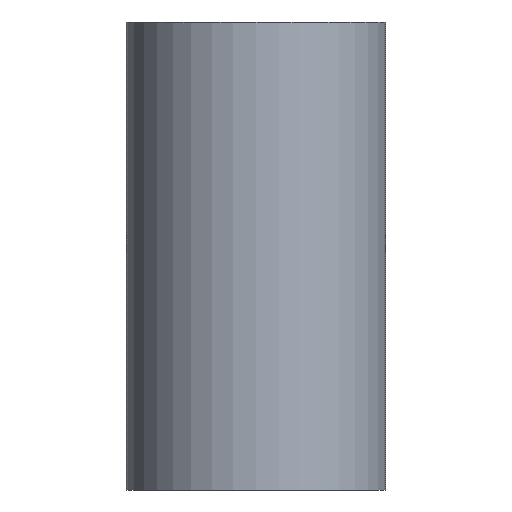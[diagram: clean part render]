
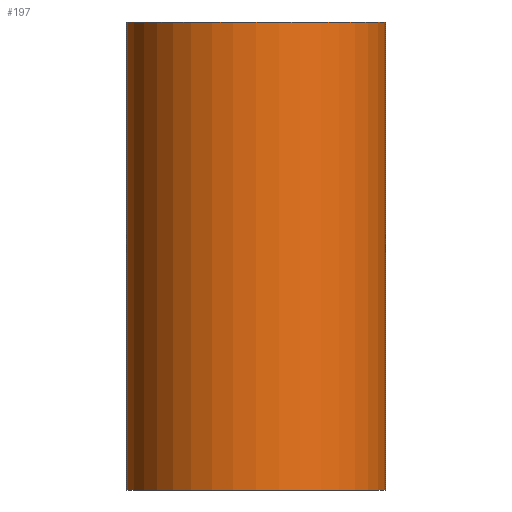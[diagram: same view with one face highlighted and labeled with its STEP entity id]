
A CAD part, front view. The second image highlights one B-rep face of the part: STEP entity #197.
In plain terms, the highlighted cylindrical face has radius 144 mm (diameter 288 mm), a full revolution.
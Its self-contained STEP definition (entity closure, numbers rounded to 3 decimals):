
#16=B_SPLINE_CURVE_WITH_KNOTS('',3,(#417,#418,#419,#420,#421,#422,#423,
#424,#425,#426,#427,#428,#429,#430,#431,#432,#433,#434,#435,#436,#437,#438,
#439,#440,#441,#442,#443,#444,#445,#446,#447,#448,#449,#450,#451,#452,#453,
#454,#455,#456,#457,#458,#459,#460,#461,#462,#463,#464,#465,#466,#467,#468,
#469,#470,#471,#472,#473,#474,#475,#476,#477,#478,#479,#480,#481,#482,#483,
#484,#485,#486,#487,#488,#489,#490),.UNSPECIFIED.,.T.,.F.,(4,2,2,2,2,2,
2,2,2,2,2,2,2,2,2,2,2,2,2,2,2,2,2,2,2,2,2,2,2,2,2,2,2,2,2,2,4),(0.,1.192,
2.384,4.769,7.153,9.538,11.845,
14.151,16.458,18.765,21.072,23.379,
25.686,27.993,30.377,32.762,35.146,
36.338,37.531,38.723,39.915,42.299,
44.684,47.068,49.375,51.682,53.989,
56.296,58.603,60.91,63.217,65.524,
67.908,70.292,72.677,73.869,75.061),
 .UNSPECIFIED.);
#29=CYLINDRICAL_SURFACE('',#230,144.);
#44=FACE_BOUND('',#92,.T.);
#45=FACE_BOUND('',#93,.T.);
#61=FACE_OUTER_BOUND('',#91,.T.);
#91=EDGE_LOOP('',(#174));
#92=EDGE_LOOP('',(#175));
#93=EDGE_LOOP('',(#176));
#101=CIRCLE('',#208,144.);
#105=CIRCLE('',#215,144.);
#116=VERTEX_POINT('',#307);
#120=VERTEX_POINT('',#318);
#129=VERTEX_POINT('',#416);
#133=EDGE_CURVE('',#116,#116,#101,.T.);
#137=EDGE_CURVE('',#120,#120,#105,.T.);
#146=EDGE_CURVE('',#129,#129,#16,.T.);
#174=ORIENTED_EDGE('',*,*,#133,.F.);
#175=ORIENTED_EDGE('',*,*,#137,.F.);
#176=ORIENTED_EDGE('',*,*,#146,.T.);
#197=ADVANCED_FACE('',(#61,#44,#45),#29,.T.);
#208=AXIS2_PLACEMENT_3D('',#308,#247,#248);
#215=AXIS2_PLACEMENT_3D('',#319,#261,#262);
#230=AXIS2_PLACEMENT_3D('',#491,#291,#292);
#247=DIRECTION('center_axis',(0.,0.,1.));
#248=DIRECTION('ref_axis',(-1.,0.,0.));
#261=DIRECTION('center_axis',(0.,0.,-1.));
#262=DIRECTION('ref_axis',(-1.,0.,0.));
#291=DIRECTION('center_axis',(0.,0.,1.));
#292=DIRECTION('ref_axis',(-1.,0.,0.));
#307=CARTESIAN_POINT('',(144.,0.,260.));
#308=CARTESIAN_POINT('Origin',(0.,0.,260.));
#318=CARTESIAN_POINT('',(144.,0.,-260.));
#319=CARTESIAN_POINT('Origin',(0.,0.,-260.));
#416=CARTESIAN_POINT('',(116.,85.323,0.));
#417=CARTESIAN_POINT('Ctrl Pts',(116.,85.323,0.));
#418=CARTESIAN_POINT('Ctrl Pts',(116.,85.323,3.974));
#419=CARTESIAN_POINT('Ctrl Pts',(115.796,85.603,7.929));
#420=CARTESIAN_POINT('Ctrl Pts',(114.993,86.678,15.753));
#421=CARTESIAN_POINT('Ctrl Pts',(114.394,87.473,19.623));
#422=CARTESIAN_POINT('Ctrl Pts',(112.039,90.498,31.045));
#423=CARTESIAN_POINT('Ctrl Pts',(109.719,93.366,38.411));
#424=CARTESIAN_POINT('Ctrl Pts',(103.769,99.938,52.4));
#425=CARTESIAN_POINT('Ctrl Pts',(100.133,103.638,59.031));
#426=CARTESIAN_POINT('Ctrl Pts',(91.785,111.098,71.321));
#427=CARTESIAN_POINT('Ctrl Pts',(87.071,114.858,76.978));
#428=CARTESIAN_POINT('Ctrl Pts',(77.142,121.739,86.907));
#429=CARTESIAN_POINT('Ctrl Pts',(71.584,125.137,91.58));
#430=CARTESIAN_POINT('Ctrl Pts',(59.317,131.396,99.963));
#431=CARTESIAN_POINT('Ctrl Pts',(52.607,134.256,103.673));
#432=CARTESIAN_POINT('Ctrl Pts',(38.395,138.989,109.734));
#433=CARTESIAN_POINT('Ctrl Pts',(30.877,140.866,112.089));
#434=CARTESIAN_POINT('Ctrl Pts',(15.524,143.372,115.223));
#435=CARTESIAN_POINT('Ctrl Pts',(7.69,144.,116.));
#436=CARTESIAN_POINT('Ctrl Pts',(-7.69,144.,116.));
#437=CARTESIAN_POINT('Ctrl Pts',(-15.524,143.372,115.223));
#438=CARTESIAN_POINT('Ctrl Pts',(-30.877,140.866,112.089));
#439=CARTESIAN_POINT('Ctrl Pts',(-38.395,138.989,109.734));
#440=CARTESIAN_POINT('Ctrl Pts',(-52.607,134.256,103.673));
#441=CARTESIAN_POINT('Ctrl Pts',(-59.317,131.396,99.963));
#442=CARTESIAN_POINT('Ctrl Pts',(-71.584,125.137,91.58));
#443=CARTESIAN_POINT('Ctrl Pts',(-77.142,121.739,86.907));
#444=CARTESIAN_POINT('Ctrl Pts',(-87.071,114.858,76.978));
#445=CARTESIAN_POINT('Ctrl Pts',(-91.785,111.098,71.321));
#446=CARTESIAN_POINT('Ctrl Pts',(-100.133,103.638,59.031));
#447=CARTESIAN_POINT('Ctrl Pts',(-103.769,99.938,52.4));
#448=CARTESIAN_POINT('Ctrl Pts',(-109.719,93.366,38.411));
#449=CARTESIAN_POINT('Ctrl Pts',(-112.039,90.498,31.045));
#450=CARTESIAN_POINT('Ctrl Pts',(-114.394,87.473,19.623));
#451=CARTESIAN_POINT('Ctrl Pts',(-114.993,86.678,15.753));
#452=CARTESIAN_POINT('Ctrl Pts',(-115.796,85.603,7.929));
#453=CARTESIAN_POINT('Ctrl Pts',(-116.,85.323,3.974));
#454=CARTESIAN_POINT('Ctrl Pts',(-116.,85.323,-3.974));
#455=CARTESIAN_POINT('Ctrl Pts',(-115.796,85.603,-7.929));
#456=CARTESIAN_POINT('Ctrl Pts',(-114.993,86.678,-15.753));
#457=CARTESIAN_POINT('Ctrl Pts',(-114.394,87.473,-19.623));
#458=CARTESIAN_POINT('Ctrl Pts',(-112.039,90.498,-31.045));
#459=CARTESIAN_POINT('Ctrl Pts',(-109.719,93.366,-38.411));
#460=CARTESIAN_POINT('Ctrl Pts',(-103.769,99.938,-52.4));
#461=CARTESIAN_POINT('Ctrl Pts',(-100.133,103.638,-59.031));
#462=CARTESIAN_POINT('Ctrl Pts',(-91.785,111.098,-71.321));
#463=CARTESIAN_POINT('Ctrl Pts',(-87.071,114.858,-76.978));
#464=CARTESIAN_POINT('Ctrl Pts',(-77.142,121.739,-86.907));
#465=CARTESIAN_POINT('Ctrl Pts',(-71.584,125.137,-91.58));
#466=CARTESIAN_POINT('Ctrl Pts',(-59.317,131.396,-99.963));
#467=CARTESIAN_POINT('Ctrl Pts',(-52.607,134.256,-103.673));
#468=CARTESIAN_POINT('Ctrl Pts',(-38.395,138.989,-109.734));
#469=CARTESIAN_POINT('Ctrl Pts',(-30.877,140.866,-112.089));
#470=CARTESIAN_POINT('Ctrl Pts',(-15.524,143.372,-115.223));
#471=CARTESIAN_POINT('Ctrl Pts',(-7.69,144.,-116.));
#472=CARTESIAN_POINT('Ctrl Pts',(7.69,144.,-116.));
#473=CARTESIAN_POINT('Ctrl Pts',(15.524,143.372,-115.223));
#474=CARTESIAN_POINT('Ctrl Pts',(30.877,140.866,-112.089));
#475=CARTESIAN_POINT('Ctrl Pts',(38.395,138.989,-109.734));
#476=CARTESIAN_POINT('Ctrl Pts',(52.607,134.256,-103.673));
#477=CARTESIAN_POINT('Ctrl Pts',(59.317,131.396,-99.963));
#478=CARTESIAN_POINT('Ctrl Pts',(71.584,125.137,-91.58));
#479=CARTESIAN_POINT('Ctrl Pts',(77.142,121.739,-86.907));
#480=CARTESIAN_POINT('Ctrl Pts',(87.071,114.858,-76.978));
#481=CARTESIAN_POINT('Ctrl Pts',(91.785,111.098,-71.321));
#482=CARTESIAN_POINT('Ctrl Pts',(100.133,103.638,-59.031));
#483=CARTESIAN_POINT('Ctrl Pts',(103.769,99.938,-52.4));
#484=CARTESIAN_POINT('Ctrl Pts',(109.719,93.366,-38.411));
#485=CARTESIAN_POINT('Ctrl Pts',(112.039,90.498,-31.045));
#486=CARTESIAN_POINT('Ctrl Pts',(114.394,87.473,-19.623));
#487=CARTESIAN_POINT('Ctrl Pts',(114.993,86.678,-15.753));
#488=CARTESIAN_POINT('Ctrl Pts',(115.796,85.603,-7.929));
#489=CARTESIAN_POINT('Ctrl Pts',(116.,85.323,-3.974));
#490=CARTESIAN_POINT('Ctrl Pts',(116.,85.323,0.));
#491=CARTESIAN_POINT('Origin',(0.,0.,0.));
